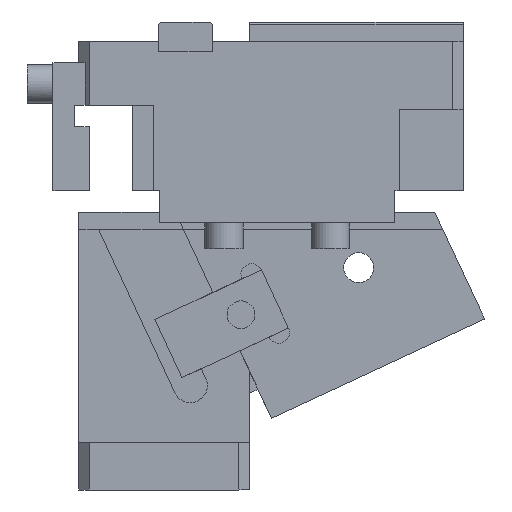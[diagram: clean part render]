
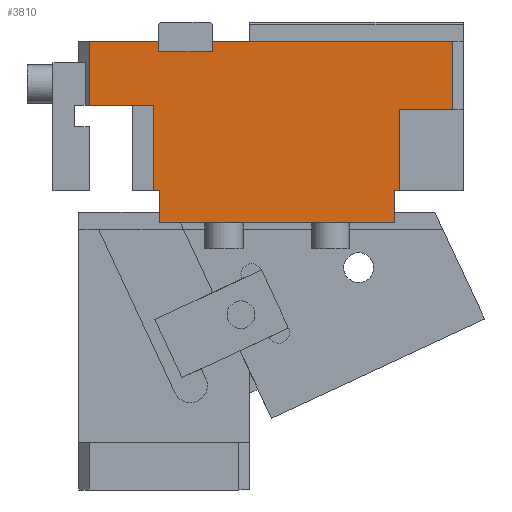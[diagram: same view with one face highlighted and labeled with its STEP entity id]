
A CAD part, front view. The second image highlights one B-rep face of the part: STEP entity #3810.
In plain terms, the highlighted planar face has unit normal (0, -1, 0).
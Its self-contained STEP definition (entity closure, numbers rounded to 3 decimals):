
#63=CARTESIAN_POINT('Vertex',(148.,-57.5,-70.)) ;
#66=CARTESIAN_POINT('Line Origine',(148.,-57.5,-77.5)) ;
#70=CARTESIAN_POINT('Vertex',(148.,-57.5,-85.)) ;
#105=CARTESIAN_POINT('Line Origine',(93.,-57.5,-85.)) ;
#109=CARTESIAN_POINT('Vertex',(38.,-57.5,-85.)) ;
#176=CARTESIAN_POINT('Vertex',(38.,-57.5,-70.)) ;
#193=CARTESIAN_POINT('Line Origine',(38.,-57.5,-77.5)) ;
#224=CARTESIAN_POINT('Vertex',(5.,-57.5,0.)) ;
#227=CARTESIAN_POINT('Line Origine',(21.25,-57.5,0.)) ;
#231=CARTESIAN_POINT('Vertex',(37.5,-57.5,0.)) ;
#342=CARTESIAN_POINT('Line Origine',(37.5,-57.5,-2.5)) ;
#346=CARTESIAN_POINT('Vertex',(37.5,-57.5,-5.)) ;
#366=CARTESIAN_POINT('Line Origine',(50.,-57.5,-5.)) ;
#370=CARTESIAN_POINT('Vertex',(62.5,-57.5,-5.)) ;
#404=CARTESIAN_POINT('Line Origine',(62.5,-57.5,-2.5)) ;
#408=CARTESIAN_POINT('Vertex',(62.5,-57.5,0.)) ;
#477=CARTESIAN_POINT('Line Origine',(118.75,-57.5,0.)) ;
#481=CARTESIAN_POINT('Vertex',(175.,-57.5,0.)) ;
#643=CARTESIAN_POINT('Line Origine',(175.,-57.5,-16.)) ;
#647=CARTESIAN_POINT('Vertex',(175.,-57.5,-32.)) ;
#678=CARTESIAN_POINT('Vertex',(150.,-57.5,-32.)) ;
#695=CARTESIAN_POINT('Line Origine',(162.5,-57.5,-32.)) ;
#731=CARTESIAN_POINT('Line Origine',(150.,-57.5,-51.)) ;
#735=CARTESIAN_POINT('Vertex',(150.,-57.5,-70.)) ;
#762=CARTESIAN_POINT('Line Origine',(149.,-57.5,-70.)) ;
#3700=CARTESIAN_POINT('Line Origine',(36.5,-57.5,-70.)) ;
#3704=CARTESIAN_POINT('Vertex',(35.,-57.5,-70.)) ;
#3760=CARTESIAN_POINT('Axis2P3D Location',(0.,-57.5,0.)) ;
#3765=CARTESIAN_POINT('Line Origine',(5.,-57.5,-15.)) ;
#3769=CARTESIAN_POINT('Vertex',(5.,-57.5,-30.)) ;
#3772=CARTESIAN_POINT('Line Origine',(20.,-57.5,-30.)) ;
#3776=CARTESIAN_POINT('Vertex',(35.,-57.5,-30.)) ;
#3779=CARTESIAN_POINT('Line Origine',(35.,-57.5,-37.75)) ;
#3783=CARTESIAN_POINT('Vertex',(35.,-57.5,-45.5)) ;
#3786=CARTESIAN_POINT('Line Origine',(35.,-57.5,-57.75)) ;
#67=DIRECTION('Vector Direction',(0.,0.,1.)) ;
#106=DIRECTION('Vector Direction',(-1.,0.,0.)) ;
#194=DIRECTION('Vector Direction',(0.,0.,1.)) ;
#228=DIRECTION('Vector Direction',(1.,0.,0.)) ;
#343=DIRECTION('Vector Direction',(0.,0.,1.)) ;
#367=DIRECTION('Vector Direction',(1.,0.,0.)) ;
#405=DIRECTION('Vector Direction',(0.,0.,-1.)) ;
#478=DIRECTION('Vector Direction',(1.,0.,0.)) ;
#644=DIRECTION('Vector Direction',(0.,0.,1.)) ;
#696=DIRECTION('Vector Direction',(-1.,0.,0.)) ;
#732=DIRECTION('Vector Direction',(0.,0.,1.)) ;
#763=DIRECTION('Vector Direction',(-1.,0.,0.)) ;
#3701=DIRECTION('Vector Direction',(-1.,0.,0.)) ;
#3761=DIRECTION('Axis2P3D Direction',(0.,1.,0.)) ;
#3762=DIRECTION('Axis2P3D XDirection',(0.,0.,1.)) ;
#3766=DIRECTION('Vector Direction',(0.,0.,-1.)) ;
#3773=DIRECTION('Vector Direction',(-1.,0.,0.)) ;
#3780=DIRECTION('Vector Direction',(0.,0.,1.)) ;
#3787=DIRECTION('Vector Direction',(0.,0.,1.)) ;
#3763=AXIS2_PLACEMENT_3D('Plane Axis2P3D',#3760,#3761,#3762) ;
#3792=ORIENTED_EDGE('',*,*,#766,.F.) ;
#3793=ORIENTED_EDGE('',*,*,#737,.T.) ;
#3794=ORIENTED_EDGE('',*,*,#699,.F.) ;
#3795=ORIENTED_EDGE('',*,*,#649,.T.) ;
#3796=ORIENTED_EDGE('',*,*,#483,.F.) ;
#3797=ORIENTED_EDGE('',*,*,#410,.T.) ;
#3798=ORIENTED_EDGE('',*,*,#372,.F.) ;
#3799=ORIENTED_EDGE('',*,*,#348,.T.) ;
#3800=ORIENTED_EDGE('',*,*,#233,.F.) ;
#3801=ORIENTED_EDGE('',*,*,#3771,.T.) ;
#3802=ORIENTED_EDGE('',*,*,#3778,.F.) ;
#3803=ORIENTED_EDGE('',*,*,#3785,.F.) ;
#3804=ORIENTED_EDGE('',*,*,#3790,.F.) ;
#3805=ORIENTED_EDGE('',*,*,#3706,.F.) ;
#3806=ORIENTED_EDGE('',*,*,#197,.F.) ;
#3807=ORIENTED_EDGE('',*,*,#111,.F.) ;
#3808=ORIENTED_EDGE('',*,*,#72,.T.) ;
#68=VECTOR('Line Direction',#67,1.) ;
#107=VECTOR('Line Direction',#106,1.) ;
#195=VECTOR('Line Direction',#194,1.) ;
#229=VECTOR('Line Direction',#228,1.) ;
#344=VECTOR('Line Direction',#343,1.) ;
#368=VECTOR('Line Direction',#367,1.) ;
#406=VECTOR('Line Direction',#405,1.) ;
#479=VECTOR('Line Direction',#478,1.) ;
#645=VECTOR('Line Direction',#644,1.) ;
#697=VECTOR('Line Direction',#696,1.) ;
#733=VECTOR('Line Direction',#732,1.) ;
#764=VECTOR('Line Direction',#763,1.) ;
#3702=VECTOR('Line Direction',#3701,1.) ;
#3767=VECTOR('Line Direction',#3766,1.) ;
#3774=VECTOR('Line Direction',#3773,1.) ;
#3781=VECTOR('Line Direction',#3780,1.) ;
#3788=VECTOR('Line Direction',#3787,1.) ;
#3810=ADVANCED_FACE('CAM HOLDER',(#3809),#3764,.F.) ;
#72=EDGE_CURVE('',#71,#64,#69,.T.) ;
#111=EDGE_CURVE('',#71,#110,#108,.T.) ;
#197=EDGE_CURVE('',#110,#177,#196,.T.) ;
#233=EDGE_CURVE('',#225,#232,#230,.T.) ;
#348=EDGE_CURVE('',#347,#232,#345,.T.) ;
#372=EDGE_CURVE('',#347,#371,#369,.T.) ;
#410=EDGE_CURVE('',#409,#371,#407,.T.) ;
#483=EDGE_CURVE('',#409,#482,#480,.T.) ;
#649=EDGE_CURVE('',#648,#482,#646,.T.) ;
#699=EDGE_CURVE('',#648,#679,#698,.T.) ;
#737=EDGE_CURVE('',#736,#679,#734,.T.) ;
#766=EDGE_CURVE('',#736,#64,#765,.T.) ;
#3706=EDGE_CURVE('',#177,#3705,#3703,.T.) ;
#3771=EDGE_CURVE('',#225,#3770,#3768,.T.) ;
#3778=EDGE_CURVE('',#3777,#3770,#3775,.T.) ;
#3785=EDGE_CURVE('',#3784,#3777,#3782,.T.) ;
#3790=EDGE_CURVE('',#3705,#3784,#3789,.T.) ;
#3791=EDGE_LOOP('',(#3792,#3793,#3794,#3795,#3796,#3797,#3798,#3799,#3800,#3801,#3802,#3803,#3804,#3805,#3806,#3807,#3808)) ;
#3809=FACE_OUTER_BOUND('',#3791,.T.) ;
#69=LINE('Line',#66,#68) ;
#108=LINE('Line',#105,#107) ;
#196=LINE('Line',#193,#195) ;
#230=LINE('Line',#227,#229) ;
#345=LINE('Line',#342,#344) ;
#369=LINE('Line',#366,#368) ;
#407=LINE('Line',#404,#406) ;
#480=LINE('Line',#477,#479) ;
#646=LINE('Line',#643,#645) ;
#698=LINE('Line',#695,#697) ;
#734=LINE('Line',#731,#733) ;
#765=LINE('Line',#762,#764) ;
#3703=LINE('Line',#3700,#3702) ;
#3768=LINE('Line',#3765,#3767) ;
#3775=LINE('Line',#3772,#3774) ;
#3782=LINE('Line',#3779,#3781) ;
#3789=LINE('Line',#3786,#3788) ;
#3764=PLANE('Plane',#3763) ;
#64=VERTEX_POINT('',#63) ;
#71=VERTEX_POINT('',#70) ;
#110=VERTEX_POINT('',#109) ;
#177=VERTEX_POINT('',#176) ;
#225=VERTEX_POINT('',#224) ;
#232=VERTEX_POINT('',#231) ;
#347=VERTEX_POINT('',#346) ;
#371=VERTEX_POINT('',#370) ;
#409=VERTEX_POINT('',#408) ;
#482=VERTEX_POINT('',#481) ;
#648=VERTEX_POINT('',#647) ;
#679=VERTEX_POINT('',#678) ;
#736=VERTEX_POINT('',#735) ;
#3705=VERTEX_POINT('',#3704) ;
#3770=VERTEX_POINT('',#3769) ;
#3777=VERTEX_POINT('',#3776) ;
#3784=VERTEX_POINT('',#3783) ;
